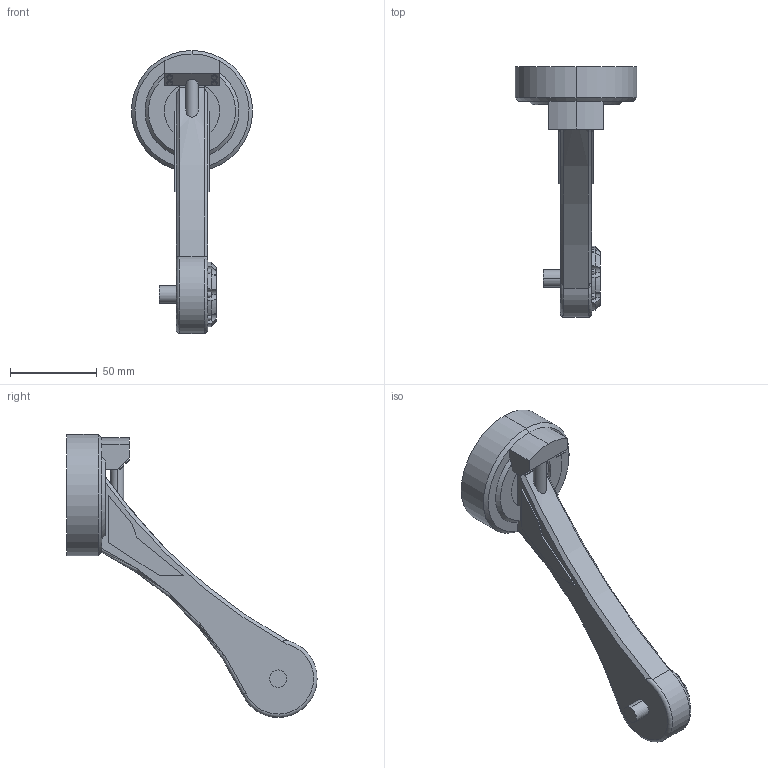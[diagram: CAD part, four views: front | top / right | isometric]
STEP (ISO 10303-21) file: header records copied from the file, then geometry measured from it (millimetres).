
FILE_DESCRIPTION (( 'STEP AP214' ), '1' );
FILE_NAME ('6 axis link 1.STEP', '2025-12-14T14:22:51', ( '' ), ( '' ), 'SwSTEP 2.0', 'SolidWorks 2024', '' );
FILE_SCHEMA (( 'AUTOMOTIVE_DESIGN' ));
Length unit declared in the file: millimetre
Products named in the file (1): 6 axis link 1
Bounding box: 70 x 144.48 x 163.46 mm (x, y, z)
Volume: 172358 mm3; surface area: 28968.7 mm2
Topology: 1 solids, 1 shells, 124 faces, 307 edges, 200 vertices
Faces by surface type: cylinder 63, plane 43, cone 14, torus 4
Entity records: 3987 total; most frequent: CARTESIAN_POINT 935, DIRECTION 669, ORIENTED_EDGE 614, EDGE_CURVE 307, AXIS2_PLACEMENT_3D 270, VERTEX_POINT 200, CIRCLE 145, EDGE_LOOP 141
